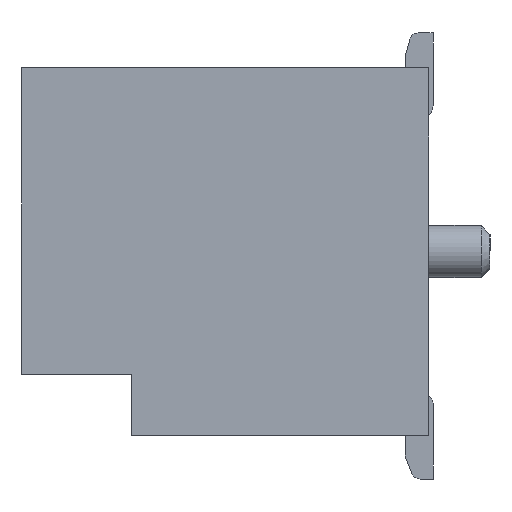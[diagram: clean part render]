
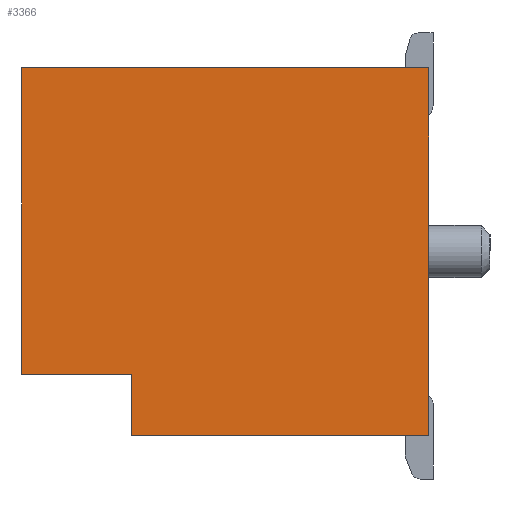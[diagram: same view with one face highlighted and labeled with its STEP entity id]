
A CAD part, left-side view. The second image highlights one B-rep face of the part: STEP entity #3366.
In plain terms, the highlighted planar face has unit normal (-1, 0, 0).
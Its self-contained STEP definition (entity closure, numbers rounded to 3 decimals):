
#2792=CARTESIAN_POINT('',(-6.613,3.325,3.725));
#2793=VERTEX_POINT('',#2792);
#2800=CARTESIAN_POINT('',(-6.613,-1.325,3.725));
#2801=VERTEX_POINT('',#2800);
#2802=CARTESIAN_POINT('',(-6.613,3.325,3.725));
#2803=DIRECTION('',(0.,-1.,0.));
#2804=VECTOR('',#2803,4.65);
#2805=LINE('',#2802,#2804);
#2806=EDGE_CURVE('',#2793,#2801,#2805,.T.);
#3320=CARTESIAN_POINT('',(-6.613,3.325,3.725));
#3321=DIRECTION('',(0.,0.,-1.));
#3322=DIRECTION('',(-1.,-0.,-0.));
#3323=AXIS2_PLACEMENT_3D('',#3320,#3322,#3321);
#3324=PLANE('',#3323);
#3325=CARTESIAN_POINT('',(-6.613,2.075,-0.475));
#3326=VERTEX_POINT('',#3325);
#3327=CARTESIAN_POINT('',(-6.613,2.075,0.225));
#3328=VERTEX_POINT('',#3327);
#3329=CARTESIAN_POINT('',(-6.613,2.075,-0.475));
#3330=DIRECTION('',(0.,0.,1.));
#3331=VECTOR('',#3330,0.7);
#3332=LINE('',#3329,#3331);
#3333=EDGE_CURVE('',#3326,#3328,#3332,.T.);
#3334=ORIENTED_EDGE('',*,*,#3333,.F.);
#3335=CARTESIAN_POINT('',(-6.613,-1.325,-0.475));
#3336=VERTEX_POINT('',#3335);
#3337=CARTESIAN_POINT('',(-6.613,-1.325,-0.475));
#3338=DIRECTION('',(0.,1.,0.));
#3339=VECTOR('',#3338,3.4);
#3340=LINE('',#3337,#3339);
#3341=EDGE_CURVE('',#3336,#3326,#3340,.T.);
#3342=ORIENTED_EDGE('',*,*,#3341,.F.);
#3343=CARTESIAN_POINT('',(-6.613,-1.325,-0.475));
#3344=DIRECTION('',(0.,0.,1.));
#3345=VECTOR('',#3344,4.2);
#3346=LINE('',#3343,#3345);
#3347=EDGE_CURVE('',#3336,#2801,#3346,.T.);
#3348=ORIENTED_EDGE('',*,*,#3347,.T.);
#3349=ORIENTED_EDGE('',*,*,#2806,.F.);
#3350=CARTESIAN_POINT('',(-6.613,3.325,0.225));
#3351=VERTEX_POINT('',#3350);
#3352=CARTESIAN_POINT('',(-6.613,3.325,0.225));
#3353=DIRECTION('',(0.,0.,1.));
#3354=VECTOR('',#3353,3.5);
#3355=LINE('',#3352,#3354);
#3356=EDGE_CURVE('',#3351,#2793,#3355,.T.);
#3357=ORIENTED_EDGE('',*,*,#3356,.F.);
#3358=CARTESIAN_POINT('',(-6.613,2.075,0.225));
#3359=DIRECTION('',(0.,1.,0.));
#3360=VECTOR('',#3359,1.25);
#3361=LINE('',#3358,#3360);
#3362=EDGE_CURVE('',#3328,#3351,#3361,.T.);
#3363=ORIENTED_EDGE('',*,*,#3362,.F.);
#3364=EDGE_LOOP('',(#3334,#3342,#3348,#3349,#3357,#3363));
#3365=FACE_OUTER_BOUND('',#3364,.T.);
#3366=ADVANCED_FACE('',(#3365),#3324,.T.);
